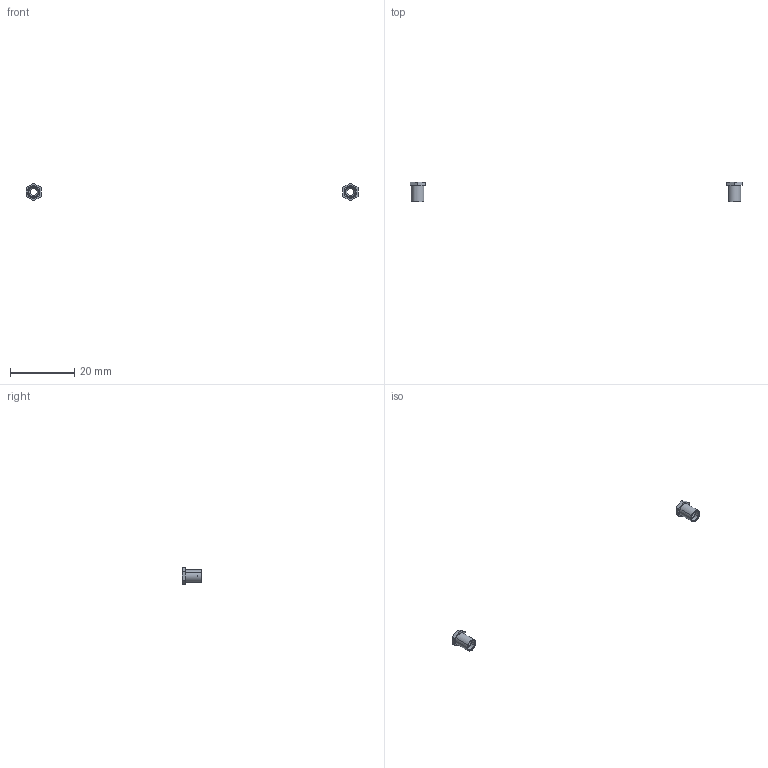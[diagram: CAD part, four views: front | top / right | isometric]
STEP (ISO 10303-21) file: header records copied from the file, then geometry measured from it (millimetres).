
FILE_DESCRIPTION (( 'STEP AP203' ), '1' );
FILE_NAME ('357-042-524-208.STEP', '2018-08-11T08:53:35', ( '' ), ( '' ), 'SwSTEP 2.0', 'SolidWorks 2016', '' );
FILE_SCHEMA (( 'CONFIG_CONTROL_DESIGN' ));
Length unit declared in the file: inch
Products named in the file (4): 307 Part_.156 Dia Mounting Holes; 307-290-001_524; 345-250-001_345-250-003-102; 357-042-524-208
Assembly tree (45 placements, depth 2):
  357-042-524-208
    307 Part_.156 Dia Mounting Holes
    307-290-001_524  x42
    345-250-001_345-250-003-102  x2
Bounding box: 103.1 x 6.1 x 5.48 mm (x, y, z)
Volume: 99.4 mm3; surface area: 308.8 mm2
Topology: 2 solids, 2 shells, 46 faces, 100 edges, 60 vertices
Faces by surface type: plane 18, cone 12, cylinder 12, torus 4
Entity records: 22417 total; most frequent: CARTESIAN_POINT 3656, ORIENTED_EDGE 3614, DIRECTION 3599, EDGE_CURVE 1807, VECTOR 1377, LINE 1377, VERTEX_POINT 1168, AXIS2_PLACEMENT_3D 1111
